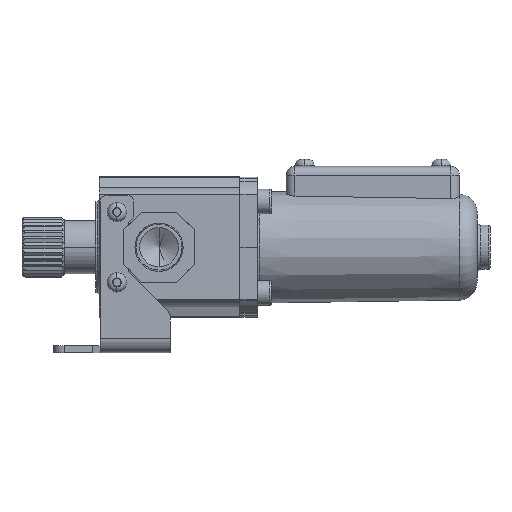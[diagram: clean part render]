
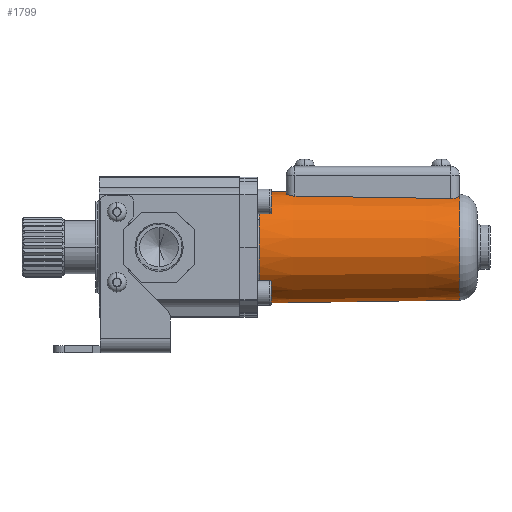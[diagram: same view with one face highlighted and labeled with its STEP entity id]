
A CAD part, left-side view. The second image highlights one B-rep face of the part: STEP entity #1799.
In plain terms, the highlighted conical face has half-angle 0.833 degrees and reference radius 14.986 mm.
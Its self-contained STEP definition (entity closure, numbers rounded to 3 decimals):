
#481 = CARTESIAN_POINT ( 'NONE',  ( 0., -28.493, 15.888 ) ) ;
#1010 = AXIS2_PLACEMENT_3D ( 'NONE', #15740, #5504, #17487 ) ;
#1156 = FACE_OUTER_BOUND ( 'NONE', #10198, .T. ) ;
#1677 = LINE ( 'NONE', #19207, #15328 ) ;
#1799 = ADVANCED_FACE ( 'NONE', ( #1156 ), #5141, .T. ) ;
#3008 = VERTEX_POINT ( 'NONE', #19826 ) ;
#3346 = LINE ( 'NONE', #16825, #6815 ) ;
#4224 = CARTESIAN_POINT ( 'NONE',  ( 0., -28.493, 0. ) ) ;
#4511 = VERTEX_POINT ( 'NONE', #481 ) ;
#4853 = DIRECTION ( 'NONE',  ( 0., 1., 0.015 ) ) ;
#4898 = EDGE_CURVE ( 'NONE', #4511, #20468, #21923, .T. ) ;
#4942 = ORIENTED_EDGE ( 'NONE', *, *, #4898, .T. ) ;
#5141 = CONICAL_SURFACE ( 'NONE', #7243, 14.986, 0.015 ) ;
#5504 = DIRECTION ( 'NONE',  ( 0., 1., 0. ) ) ;
#5946 = DIRECTION ( 'NONE',  ( 0., 0., -1. ) ) ;
#6815 = VECTOR ( 'NONE', #4853, 1000. ) ;
#7243 = AXIS2_PLACEMENT_3D ( 'NONE', #14669, #21570, #7846 ) ;
#7332 = CARTESIAN_POINT ( 'NONE',  ( 0., -28.493, -15.888 ) ) ;
#7674 = ORIENTED_EDGE ( 'NONE', *, *, #13467, .T. ) ;
#7846 = DIRECTION ( 'NONE',  ( 0., 0., 1. ) ) ;
#9631 = AXIS2_PLACEMENT_3D ( 'NONE', #4224, #16198, #5946 ) ;
#9914 = VERTEX_POINT ( 'NONE', #20665 ) ;
#10198 = EDGE_LOOP ( 'NONE', ( #14937, #7674, #21953, #4942 ) ) ;
#12759 = EDGE_CURVE ( 'NONE', #9914, #4511, #3346, .T. ) ;
#13467 = EDGE_CURVE ( 'NONE', #3008, #9914, #15372, .T. ) ;
#14669 = CARTESIAN_POINT ( 'NONE',  ( 0., -90.5, 0. ) ) ;
#14827 = EDGE_CURVE ( 'NONE', #3008, #20468, #1677, .T. ) ;
#14937 = ORIENTED_EDGE ( 'NONE', *, *, #14827, .F. ) ;
#15328 = VECTOR ( 'NONE', #20899, 1000. ) ;
#15372 = CIRCLE ( 'NONE', #1010, 15.058 ) ;
#15740 = CARTESIAN_POINT ( 'NONE',  ( 0., -85.573, 0. ) ) ;
#16198 = DIRECTION ( 'NONE',  ( 0., -1., 0. ) ) ;
#16825 = CARTESIAN_POINT ( 'NONE',  ( 0., -90.5, 14.986 ) ) ;
#17487 = DIRECTION ( 'NONE',  ( 0., 0., 1. ) ) ;
#19207 = CARTESIAN_POINT ( 'NONE',  ( 0., -90.5, -14.986 ) ) ;
#19826 = CARTESIAN_POINT ( 'NONE',  ( 0., -85.573, -15.058 ) ) ;
#20468 = VERTEX_POINT ( 'NONE', #7332 ) ;
#20665 = CARTESIAN_POINT ( 'NONE',  ( 0., -85.573, 15.058 ) ) ;
#20899 = DIRECTION ( 'NONE',  ( 0., 1., -0.015 ) ) ;
#21570 = DIRECTION ( 'NONE',  ( 0., 1., 0. ) ) ;
#21923 = CIRCLE ( 'NONE', #9631, 15.888 ) ;
#21953 = ORIENTED_EDGE ( 'NONE', *, *, #12759, .T. ) ;
